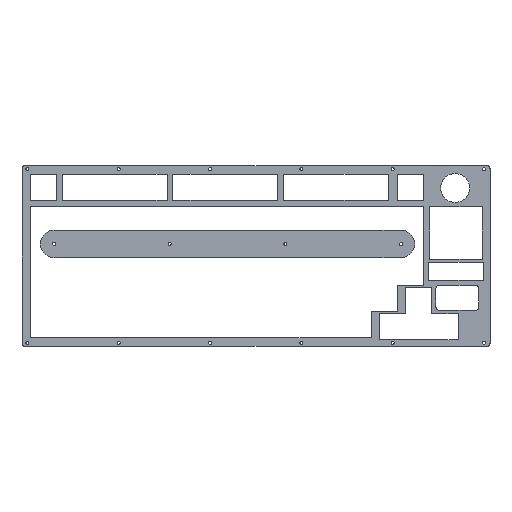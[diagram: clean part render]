
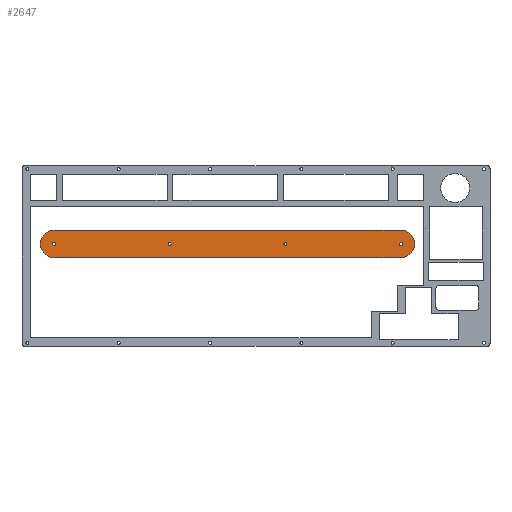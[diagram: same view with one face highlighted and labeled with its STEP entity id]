
A CAD part, top view. The second image highlights one B-rep face of the part: STEP entity #2647.
In plain terms, the highlighted planar face has unit normal (0, 0, 1).
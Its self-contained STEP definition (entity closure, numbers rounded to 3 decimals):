
#76=FACE_BOUND('',#481,.T.);
#77=FACE_BOUND('',#482,.T.);
#78=FACE_BOUND('',#483,.T.);
#79=FACE_BOUND('',#484,.T.);
#184=PLANE('',#2901);
#309=FACE_OUTER_BOUND('',#480,.T.);
#480=EDGE_LOOP('',(#2485,#2486,#2487,#2488));
#481=EDGE_LOOP('',(#2489));
#482=EDGE_LOOP('',(#2490));
#483=EDGE_LOOP('',(#2491));
#484=EDGE_LOOP('',(#2492));
#802=LINE('',#4294,#1119);
#806=LINE('',#4304,#1123);
#1119=VECTOR('',#3553,10.);
#1123=VECTOR('',#3565,10.);
#1158=CIRCLE('',#2882,1.1);
#1160=CIRCLE('',#2885,1.1);
#1162=CIRCLE('',#2888,1.1);
#1164=CIRCLE('',#2891,1.1);
#1167=CIRCLE('',#2895,10.);
#1169=CIRCLE('',#2899,10.);
#1396=VERTEX_POINT('',#4258);
#1398=VERTEX_POINT('',#4264);
#1400=VERTEX_POINT('',#4270);
#1402=VERTEX_POINT('',#4276);
#1406=VERTEX_POINT('',#4285);
#1407=VERTEX_POINT('',#4287);
#1409=VERTEX_POINT('',#4293);
#1411=VERTEX_POINT('',#4299);
#1751=EDGE_CURVE('',#1396,#1396,#1158,.T.);
#1754=EDGE_CURVE('',#1398,#1398,#1160,.T.);
#1757=EDGE_CURVE('',#1400,#1400,#1162,.T.);
#1760=EDGE_CURVE('',#1402,#1402,#1164,.T.);
#1765=EDGE_CURVE('',#1407,#1406,#1167,.T.);
#1768=EDGE_CURVE('',#1409,#1407,#802,.T.);
#1771=EDGE_CURVE('',#1411,#1409,#1169,.T.);
#1774=EDGE_CURVE('',#1406,#1411,#806,.T.);
#2485=ORIENTED_EDGE('',*,*,#1774,.T.);
#2486=ORIENTED_EDGE('',*,*,#1771,.T.);
#2487=ORIENTED_EDGE('',*,*,#1768,.T.);
#2488=ORIENTED_EDGE('',*,*,#1765,.T.);
#2489=ORIENTED_EDGE('',*,*,#1760,.T.);
#2490=ORIENTED_EDGE('',*,*,#1757,.T.);
#2491=ORIENTED_EDGE('',*,*,#1754,.T.);
#2492=ORIENTED_EDGE('',*,*,#1751,.T.);
#2647=ADVANCED_FACE('',(#309,#76,#77,#78,#79),#184,.T.);
#2882=AXIS2_PLACEMENT_3D('',#4259,#3516,#3517);
#2885=AXIS2_PLACEMENT_3D('',#4265,#3523,#3524);
#2888=AXIS2_PLACEMENT_3D('',#4271,#3530,#3531);
#2891=AXIS2_PLACEMENT_3D('',#4277,#3537,#3538);
#2895=AXIS2_PLACEMENT_3D('',#4288,#3547,#3548);
#2899=AXIS2_PLACEMENT_3D('',#4300,#3559,#3560);
#2901=AXIS2_PLACEMENT_3D('',#4305,#3566,#3567);
#3516=DIRECTION('center_axis',(0.,0.,-1.));
#3517=DIRECTION('ref_axis',(-1.,0.,0.));
#3523=DIRECTION('center_axis',(0.,0.,-1.));
#3524=DIRECTION('ref_axis',(-1.,0.,0.));
#3530=DIRECTION('center_axis',(0.,0.,-1.));
#3531=DIRECTION('ref_axis',(-1.,0.,0.));
#3537=DIRECTION('center_axis',(0.,0.,-1.));
#3538=DIRECTION('ref_axis',(-1.,0.,0.));
#3547=DIRECTION('center_axis',(0.,0.,1.));
#3548=DIRECTION('ref_axis',(0.,1.,0.));
#3553=DIRECTION('',(-1.,0.,0.));
#3559=DIRECTION('center_axis',(0.,0.,1.));
#3560=DIRECTION('ref_axis',(0.,-1.,0.));
#3565=DIRECTION('',(1.,0.,0.));
#3566=DIRECTION('center_axis',(0.,0.,1.));
#3567=DIRECTION('ref_axis',(1.,0.,0.));
#4258=CARTESIAN_POINT('',(78.606,-59.082,3.));
#4259=CARTESIAN_POINT('Origin',(77.506,-59.082,3.));
#4264=CARTESIAN_POINT('',(330.666,-59.169,3.));
#4265=CARTESIAN_POINT('Origin',(329.566,-59.169,3.));
#4270=CARTESIAN_POINT('',(246.666,-59.169,3.));
#4271=CARTESIAN_POINT('Origin',(245.566,-59.169,3.));
#4276=CARTESIAN_POINT('',(162.606,-59.082,3.));
#4277=CARTESIAN_POINT('Origin',(161.506,-59.082,3.));
#4285=CARTESIAN_POINT('',(77.506,-69.082,3.));
#4287=CARTESIAN_POINT('',(77.506,-49.082,3.));
#4288=CARTESIAN_POINT('Origin',(77.506,-59.082,3.));
#4293=CARTESIAN_POINT('',(329.566,-49.082,3.));
#4294=CARTESIAN_POINT('',(329.566,-49.082,3.));
#4299=CARTESIAN_POINT('',(329.566,-69.082,3.));
#4300=CARTESIAN_POINT('Origin',(329.566,-59.082,3.));
#4304=CARTESIAN_POINT('',(77.506,-69.082,3.));
#4305=CARTESIAN_POINT('Origin',(203.536,-59.082,3.));
